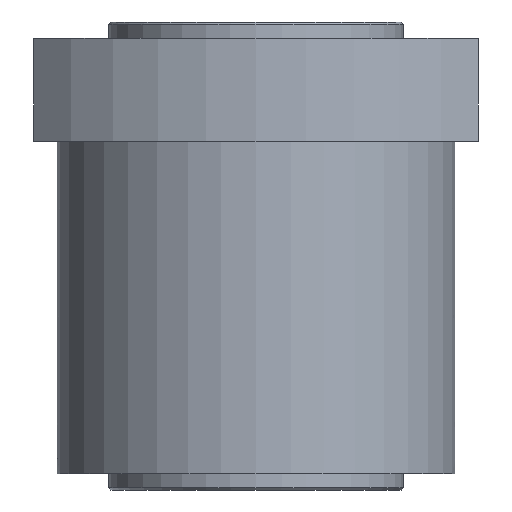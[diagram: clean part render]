
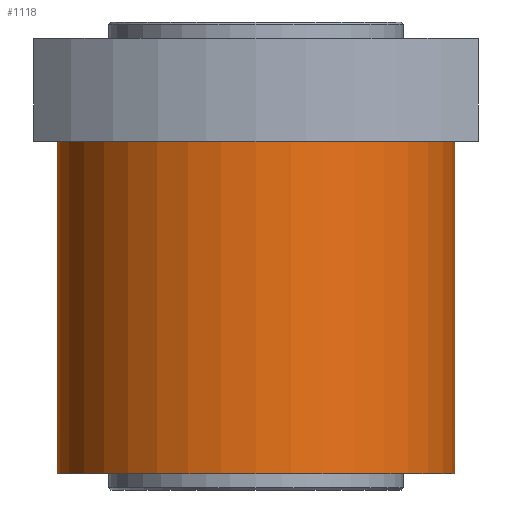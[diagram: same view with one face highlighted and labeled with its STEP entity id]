
A CAD part, front view. The second image highlights one B-rep face of the part: STEP entity #1118.
In plain terms, the highlighted cylindrical face has radius 42.5 mm (diameter 85 mm), a full revolution.
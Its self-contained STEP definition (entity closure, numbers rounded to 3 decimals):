
#88=B_SPLINE_CURVE_WITH_KNOTS('',3,(#2017,#2018,#2019,#2020,#2021,#2022,
#2023,#2024,#2025,#2026,#2027),.UNSPECIFIED.,.T.,.F.,(1,1,1,1,1,1,1,1,1,
1,1,1,1,1,1),(-0.004,-0.002,-0.001,
0.,0.001,0.002,0.004,0.005,
0.006,0.007,0.008,0.009,
0.011,0.012,0.013),.UNSPECIFIED.);
#89=B_SPLINE_CURVE_WITH_KNOTS('',3,(#2031,#2032,#2033,#2034,#2035,#2036,
#2037,#2038,#2039,#2040,#2041),.UNSPECIFIED.,.T.,.F.,(1,1,1,1,1,1,1,1,1,
1,1,1,1,1,1),(-0.004,-0.002,-0.001,
0.,0.001,0.002,0.004,0.005,
0.006,0.007,0.008,0.009,
0.011,0.012,0.013),.UNSPECIFIED.);
#136=CIRCLE('',#1249,42.5);
#137=CIRCLE('',#1250,42.5);
#276=ORIENTED_EDGE('',*,*,#559,.T.);
#277=ORIENTED_EDGE('',*,*,#560,.T.);
#278=ORIENTED_EDGE('',*,*,#561,.F.);
#279=ORIENTED_EDGE('',*,*,#562,.T.);
#559=EDGE_CURVE('',#681,#681,#136,.T.);
#560=EDGE_CURVE('',#682,#682,#88,.T.);
#561=EDGE_CURVE('',#683,#683,#137,.T.);
#562=EDGE_CURVE('',#684,#684,#89,.T.);
#681=VERTEX_POINT('',#2016);
#682=VERTEX_POINT('',#2028);
#683=VERTEX_POINT('',#2030);
#684=VERTEX_POINT('',#2042);
#825=EDGE_LOOP('',(#276));
#826=EDGE_LOOP('',(#277));
#827=EDGE_LOOP('',(#278));
#828=EDGE_LOOP('',(#279));
#951=FACE_BOUND('',#825,.T.);
#952=FACE_BOUND('',#826,.T.);
#953=FACE_BOUND('',#827,.T.);
#954=FACE_BOUND('',#828,.T.);
#1056=CYLINDRICAL_SURFACE('',#1248,42.5);
#1118=ADVANCED_FACE('',(#951,#952,#953,#954),#1056,.T.);
#1248=AXIS2_PLACEMENT_3D('',#2014,#1485,#1486);
#1249=AXIS2_PLACEMENT_3D('',#2015,#1487,#1488);
#1250=AXIS2_PLACEMENT_3D('',#2029,#1489,#1490);
#1485=DIRECTION('',(0.,0.,-1.));
#1486=DIRECTION('',(-1.,0.,0.));
#1487=DIRECTION('',(0.,0.,-1.));
#1488=DIRECTION('',(-1.,0.,0.));
#1489=DIRECTION('',(0.,0.,-1.));
#1490=DIRECTION('',(-1.,0.,0.));
#2014=CARTESIAN_POINT('',(0.,0.,0.));
#2015=CARTESIAN_POINT('',(0.,0.,71.));
#2016=CARTESIAN_POINT('',(-42.5,0.,71.));
#2017=CARTESIAN_POINT('',(42.487,-1.177,4.174));
#2018=CARTESIAN_POINT('',(42.507,0.,4.663));
#2019=CARTESIAN_POINT('',(42.487,1.176,4.175));
#2020=CARTESIAN_POINT('',(42.467,1.662,3.001));
#2021=CARTESIAN_POINT('',(42.487,1.176,1.825));
#2022=CARTESIAN_POINT('',(42.507,0.,1.338));
#2023=CARTESIAN_POINT('',(42.487,-1.174,1.823));
#2024=CARTESIAN_POINT('',(42.467,-1.662,2.998));
#2025=CARTESIAN_POINT('',(42.487,-1.177,4.174));
#2026=CARTESIAN_POINT('',(42.507,0.,4.663));
#2027=CARTESIAN_POINT('',(42.487,1.176,4.175));
#2028=CARTESIAN_POINT('',(42.5,0.,4.5));
#2029=CARTESIAN_POINT('',(0.,0.,0.));
#2030=CARTESIAN_POINT('',(-42.5,0.,0.));
#2031=CARTESIAN_POINT('',(-42.487,1.177,4.174));
#2032=CARTESIAN_POINT('',(-42.507,0.,4.663));
#2033=CARTESIAN_POINT('',(-42.487,-1.176,4.175));
#2034=CARTESIAN_POINT('',(-42.467,-1.662,3.001));
#2035=CARTESIAN_POINT('',(-42.487,-1.176,1.825));
#2036=CARTESIAN_POINT('',(-42.507,0.,1.338));
#2037=CARTESIAN_POINT('',(-42.487,1.174,1.823));
#2038=CARTESIAN_POINT('',(-42.467,1.662,2.998));
#2039=CARTESIAN_POINT('',(-42.487,1.177,4.174));
#2040=CARTESIAN_POINT('',(-42.507,0.,4.663));
#2041=CARTESIAN_POINT('',(-42.487,-1.176,4.175));
#2042=CARTESIAN_POINT('',(-42.5,0.,4.5));
